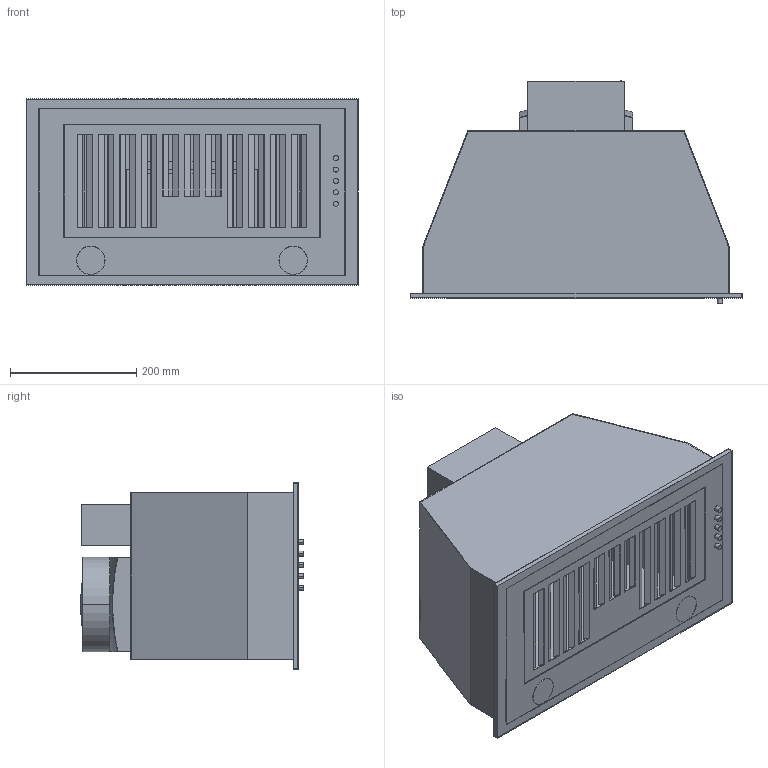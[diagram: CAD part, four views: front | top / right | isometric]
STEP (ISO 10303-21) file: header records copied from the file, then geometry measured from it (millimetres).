
FILE_DESCRIPTION((''),'2;1');
FILE_NAME('WINU-6','2021-04-30T',('seona'),(''),'CREO PARAMETRIC BY PTC INC, 2016260','CREO PARAMETRIC BY PTC INC, 2016260','');
FILE_SCHEMA(('CONFIG_CONTROL_DESIGN'));
Length unit declared in the file: millimetre
Products named in the file (1): WINU-6
Bounding box: 525 x 352.27 x 295 mm (x, y, z)
Volume: 1491468 mm3; surface area: 1421423.4 mm2
Topology: 5 solids, 5 shells, 229 faces, 569 edges, 363 vertices
Faces by surface type: plane 199, cylinder 24, sphere 6
Entity records: 6742 total; most frequent: CARTESIAN_POINT 1161, ORIENTED_EDGE 1138, DIRECTION 1096, EDGE_CURVE 569, VECTOR 500, LINE 500, VERTEX_POINT 363, AXIS2_PLACEMENT_3D 298
